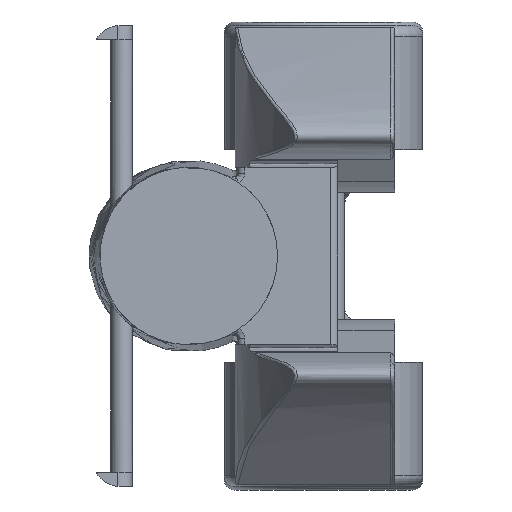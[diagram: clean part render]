
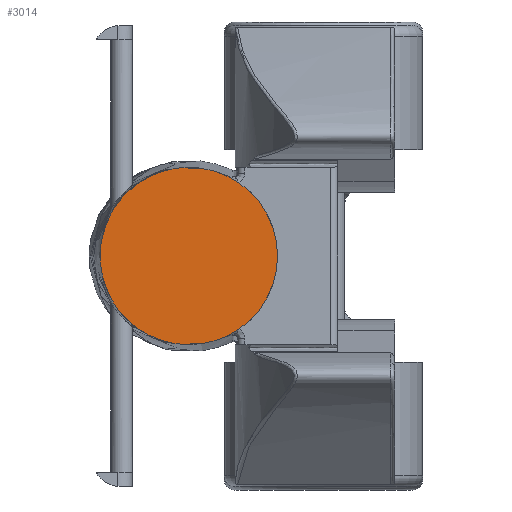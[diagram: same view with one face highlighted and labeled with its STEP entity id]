
A CAD part, left-side view. The second image highlights one B-rep face of the part: STEP entity #3014.
In plain terms, the highlighted planar face has unit normal (-1, 0, 0).
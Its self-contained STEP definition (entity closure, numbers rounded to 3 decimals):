
#121=B_SPLINE_CURVE_WITH_KNOTS('',3,(#8573,#8574,#8575,#8576,#8577,#8578),
 .UNSPECIFIED.,.F.,.F.,(4,2,4),(0.,0.288,0.576),
 .UNSPECIFIED.);
#136=B_SPLINE_CURVE_WITH_KNOTS('',3,(#8853,#8854,#8855,#8856,#8857,#8858),
 .UNSPECIFIED.,.F.,.F.,(4,2,4),(0.,0.278,0.556),
 .UNSPECIFIED.);
#150=B_SPLINE_CURVE_WITH_KNOTS('',3,(#9668,#9669,#9670,#9671,#9672,#9673,
#9674,#9675,#9676,#9677,#9678,#9679,#9680,#9681,#9682,#9683,#9684,#9685,
#9686,#9687,#9688,#9689),.UNSPECIFIED.,.F.,.F.,(4,2,2,2,2,2,2,2,2,2,4),
(0.,0.425,1.077,2.106,
3.364,4.571,5.779,7.055,8.066,
8.701,9.115),.UNSPECIFIED.);
#317=PLANE('',#3279);
#893=FACE_OUTER_BOUND('',#1074,.T.);
#1074=EDGE_LOOP('',(#2736,#2737,#2738,#2739));
#1144=CIRCLE('',#3162,12.5);
#1299=VERTEX_POINT('',#8567);
#1300=VERTEX_POINT('',#8572);
#1313=VERTEX_POINT('',#8843);
#1314=VERTEX_POINT('',#8852);
#1623=EDGE_CURVE('',#1299,#1300,#121,.T.);
#1641=EDGE_CURVE('',#1313,#1314,#136,.T.);
#1657=EDGE_CURVE('',#1314,#1299,#150,.T.);
#1759=EDGE_CURVE('',#1313,#1300,#1144,.T.);
#2736=ORIENTED_EDGE('',*,*,#1759,.T.);
#2737=ORIENTED_EDGE('',*,*,#1623,.F.);
#2738=ORIENTED_EDGE('',*,*,#1657,.F.);
#2739=ORIENTED_EDGE('',*,*,#1641,.F.);
#3014=ADVANCED_FACE('',(#893),#317,.T.);
#3162=AXIS2_PLACEMENT_3D('',#10300,#3613,#3614);
#3279=AXIS2_PLACEMENT_3D('',#12808,#3921,#3922);
#3613=DIRECTION('center_axis',(-1.,0.,0.));
#3614=DIRECTION('ref_axis',(0.,0.,1.));
#3921=DIRECTION('center_axis',(-1.,0.,0.));
#3922=DIRECTION('ref_axis',(0.,0.,1.));
#8567=CARTESIAN_POINT('',(0.,27.464,12.405));
#8572=CARTESIAN_POINT('',(0.,22.109,10.429));
#8573=CARTESIAN_POINT('Ctrl Pts',(0.,27.464,12.405));
#8574=CARTESIAN_POINT('Ctrl Pts',(0.,26.512,12.287));
#8575=CARTESIAN_POINT('Ctrl Pts',(0.,25.573,12.058));
#8576=CARTESIAN_POINT('Ctrl Pts',(0.,23.772,11.393));
#8577=CARTESIAN_POINT('Ctrl Pts',(0.,22.909,10.958));
#8578=CARTESIAN_POINT('Ctrl Pts',(0.,22.109,10.429));
#8843=CARTESIAN_POINT('',(0.,22.109,-10.429));
#8852=CARTESIAN_POINT('',(0.,27.267,-12.379));
#8853=CARTESIAN_POINT('Ctrl Pts',(0.,22.109,-10.429));
#8854=CARTESIAN_POINT('Ctrl Pts',(0.,22.882,-10.94));
#8855=CARTESIAN_POINT('Ctrl Pts',(0.,23.712,-11.363));
#8856=CARTESIAN_POINT('Ctrl Pts',(0.,25.446,-12.019));
#8857=CARTESIAN_POINT('Ctrl Pts',(0.,26.349,-12.251));
#8858=CARTESIAN_POINT('Ctrl Pts',(0.,27.267,-12.379));
#9668=CARTESIAN_POINT('Ctrl Pts',(0.,27.267,-12.379));
#9669=CARTESIAN_POINT('Ctrl Pts',(0.,28.67,-12.576));
#9670=CARTESIAN_POINT('Ctrl Pts',(0.,29.816,-12.498));
#9671=CARTESIAN_POINT('Ctrl Pts',(0.,31.778,-12.246));
#9672=CARTESIAN_POINT('Ctrl Pts',(0.,32.943,-11.921));
#9673=CARTESIAN_POINT('Ctrl Pts',(0.,35.755,-10.688));
#9674=CARTESIAN_POINT('Ctrl Pts',(0.,37.038,-9.661));
#9675=CARTESIAN_POINT('Ctrl Pts',(0.,39.104,-7.537));
#9676=CARTESIAN_POINT('Ctrl Pts',(0.,39.99,-6.176));
#9677=CARTESIAN_POINT('Ctrl Pts',(0.,41.179,-3.213));
#9678=CARTESIAN_POINT('Ctrl Pts',(0.,41.491,-1.657));
#9679=CARTESIAN_POINT('Ctrl Pts',(0.,41.514,1.458));
#9680=CARTESIAN_POINT('Ctrl Pts',(0.,41.223,3.023));
#9681=CARTESIAN_POINT('Ctrl Pts',(0.,40.082,6.013));
#9682=CARTESIAN_POINT('Ctrl Pts',(0.,39.215,7.392));
#9683=CARTESIAN_POINT('Ctrl Pts',(0.,37.189,9.53));
#9684=CARTESIAN_POINT('Ctrl Pts',(0.,35.923,10.582));
#9685=CARTESIAN_POINT('Ctrl Pts',(0.,33.119,11.861));
#9686=CARTESIAN_POINT('Ctrl Pts',(0.,31.962,12.203));
#9687=CARTESIAN_POINT('Ctrl Pts',(0.,30.008,12.484));
#9688=CARTESIAN_POINT('Ctrl Pts',(0.,28.867,12.579));
#9689=CARTESIAN_POINT('Ctrl Pts',(0.,27.464,12.405));
#10300=CARTESIAN_POINT('Origin',(0.,29.,0.));
#12808=CARTESIAN_POINT('Origin',(0.,0.,0.));
